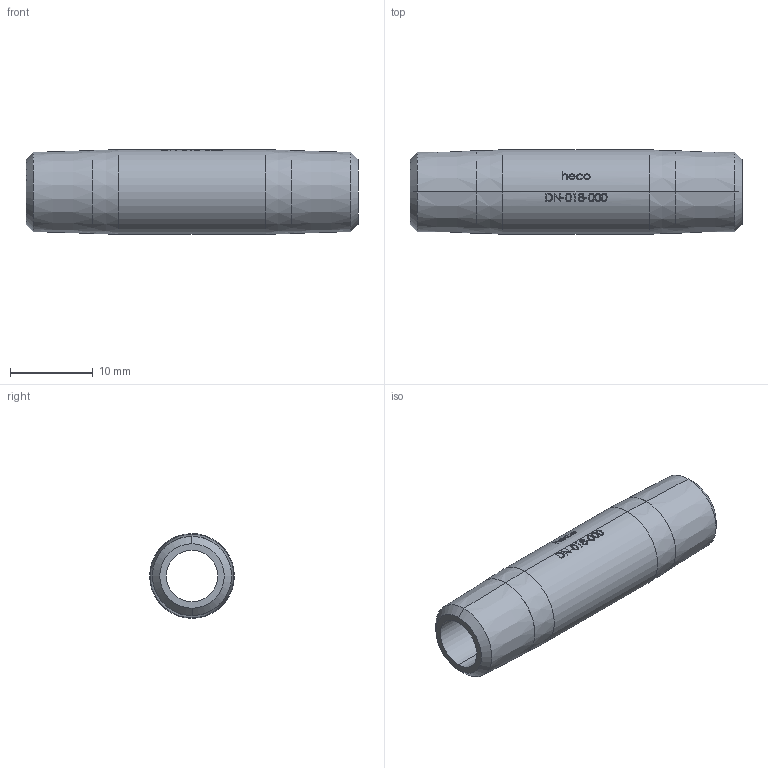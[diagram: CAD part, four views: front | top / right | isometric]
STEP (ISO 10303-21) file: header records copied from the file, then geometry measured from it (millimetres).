
FILE_DESCRIPTION (( 'STEP AP214' ), '1' );
FILE_NAME ('DN-018-000-x Doppelnippel heco.STEP', '2018-05-22T07:02:45', ( '' ), ( '' ), 'SwSTEP 2.0', 'SolidWorks 2016', '' );
FILE_SCHEMA (( 'AUTOMOTIVE_DESIGN' ));
Length unit declared in the file: millimetre
Products named in the file (1): DN-018-000-x Doppelnippel heco
Bounding box: 40 x 10.2 x 10.2 mm (x, y, z)
Volume: 1911.7 mm3; surface area: 2087.7 mm2
Topology: 1 solids, 1 shells, 181 faces, 454 edges, 300 vertices
Faces by surface type: bspline 101, plane 41, cylinder 27, cone 12
Entity records: 14737 total; most frequent: CARTESIAN_POINT 9548, ORIENTED_EDGE 908, EDGE_CURVE 454, DIRECTION 362, B_SPLINE_CURVE_WITH_KNOTS 312, VERTEX_POINT 300, EDGE_LOOP 208, FACE_OUTER_BOUND 181
